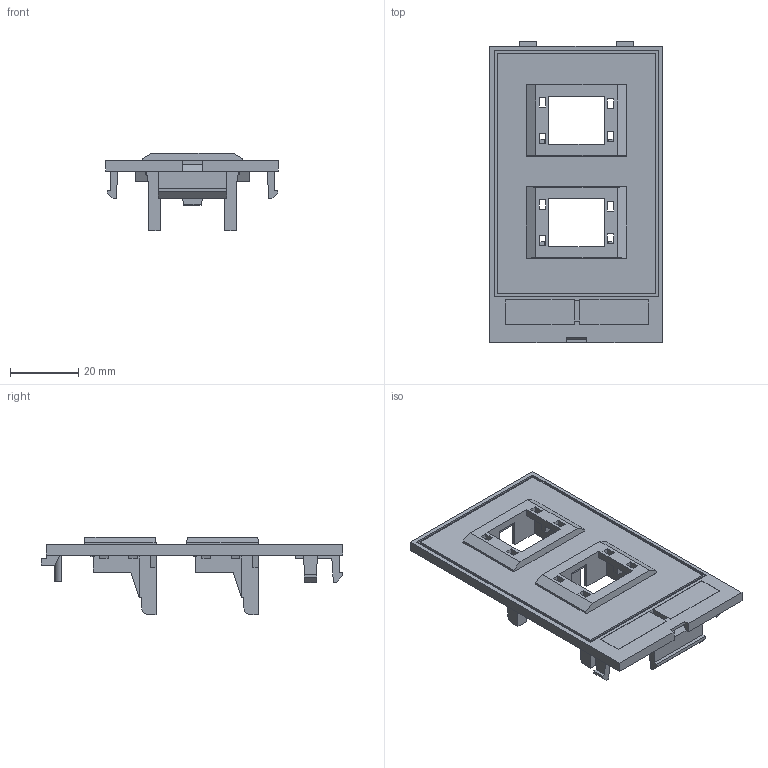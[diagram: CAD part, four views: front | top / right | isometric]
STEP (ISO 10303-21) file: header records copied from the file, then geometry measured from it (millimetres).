
FILE_DESCRIPTION(('Creo Elements/Direct Modeling STEP Export'),'2;1');
FILE_NAME('model.stp','2019-05-14T 1:43:48',(''),(''),'Creo Elements/Direct Modeling STEP processor for AP214 (Solid Model)','Creo Elements/Direct Modeling 20.1A 29-Sep-2018 (C) Parametric Technology GmbH','');
FILE_SCHEMA(('AUTOMOTIVE_DESIGN { 1 0 10303 214 1 1 1 1 }'));
Length unit declared in the file: millimetre
Products named in the file (2): VS_SI_FP_2F-select
Assembly tree (1 placements, depth 2):
  VS_SI_FP_2F-select
    VS_SI_FP_2F-select
Bounding box: 50.7 x 88.5 x 22.7 mm (x, y, z)
Volume: 13910.3 mm3; surface area: 14734.1 mm2
Topology: 1 solids, 1 shells, 420 faces, 1188 edges, 782 vertices
Faces by surface type: plane 399, cylinder 21
Entity records: 16531 total; most frequent: ORIENTED_EDGE 2376, CARTESIAN_POINT 2340, DIRECTION 1994, EDGE_CURVE 1188, VECTOR 1122, LINE 1122, VERTEX_POINT 782, EDGE_LOOP 456
